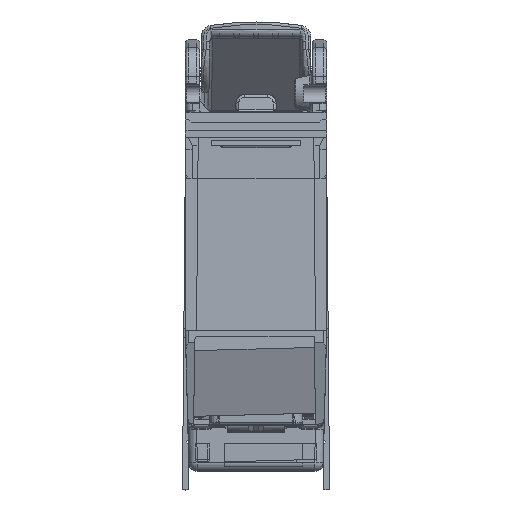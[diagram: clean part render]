
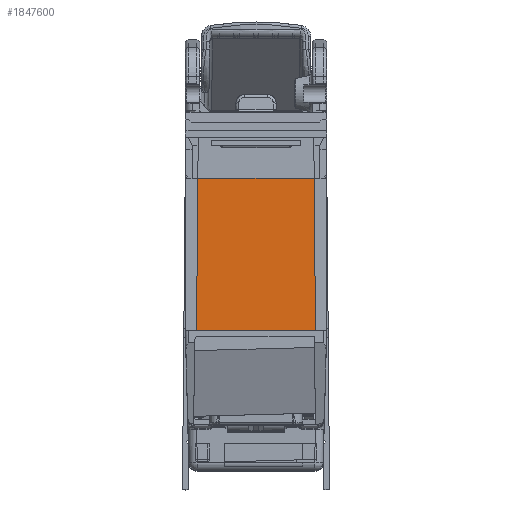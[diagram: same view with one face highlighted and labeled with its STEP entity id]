
A CAD part, top view. The second image highlights one B-rep face of the part: STEP entity #1847600.
In plain terms, the highlighted planar face has unit normal (0, 0.009, 1).
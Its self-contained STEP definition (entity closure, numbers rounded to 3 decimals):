
#937640=CARTESIAN_POINT('',(610.801,25.287,
67.237));
#937650=VERTEX_POINT('',#937640);
#937680=CARTESIAN_POINT('',(0.,25.287,67.237));
#937690=DIRECTION('',(1.,0.,0.));
#937700=VECTOR('',#937690,1.);
#937710=LINE('',#937680,#937700);
#937720=CARTESIAN_POINT('',(652.063,25.287,
67.237));
#937730=VERTEX_POINT('',#937720);
#937740=EDGE_CURVE('',#937650,#937730,#937710,.T.);
#1715650=CARTESIAN_POINT('',(651.602,78.037,
66.777));
#1715660=VERTEX_POINT('',#1715650);
#1715690=CARTESIAN_POINT('',(0.,78.037,66.777));
#1715700=DIRECTION('',(-1.,0.,0.));
#1715710=VECTOR('',#1715700,1.);
#1715720=LINE('',#1715690,#1715710);
#1715730=CARTESIAN_POINT('',(611.261,78.037,
66.777));
#1715740=VERTEX_POINT('',#1715730);
#1715750=EDGE_CURVE('',#1715660,#1715740,#1715720,.T.);
#1847390=CARTESIAN_POINT('',(653.562,25.296,
67.237));
#1847400=DIRECTION('',(0.,-0.009,
-1.));
#1847410=DIRECTION('',(0.,-1.,
0.009));
#1847420=AXIS2_PLACEMENT_3D('',#1847390,#1847400,#1847410);
#1847430=PLANE('',#1847420);
#1847440=ORIENTED_EDGE('',*,*,#1715750,.T.);
#1847450=CARTESIAN_POINT('',(652.283,0.,67.458));
#1847460=DIRECTION('',(-0.009,1.,
-0.009));
#1847470=VECTOR('',#1847460,1.);
#1847480=LINE('',#1847450,#1847470);
#1847490=EDGE_CURVE('',#937730,#1715660,#1847480,.T.);
#1847500=ORIENTED_EDGE('',*,*,#1847490,.T.);
#1847510=ORIENTED_EDGE('',*,*,#937740,.T.);
#1847520=CARTESIAN_POINT('',(610.58,0.,67.458));
#1847530=DIRECTION('',(0.009,1.,
-0.009));
#1847540=VECTOR('',#1847530,1.);
#1847550=LINE('',#1847520,#1847540);
#1847560=EDGE_CURVE('',#937650,#1715740,#1847550,.T.);
#1847570=ORIENTED_EDGE('',*,*,#1847560,.F.);
#1847580=EDGE_LOOP('',(#1847570,#1847510,#1847500,#1847440));
#1847590=FACE_OUTER_BOUND('',#1847580,.T.);
#1847600=ADVANCED_FACE('',(#1847590),#1847430,.F.);
